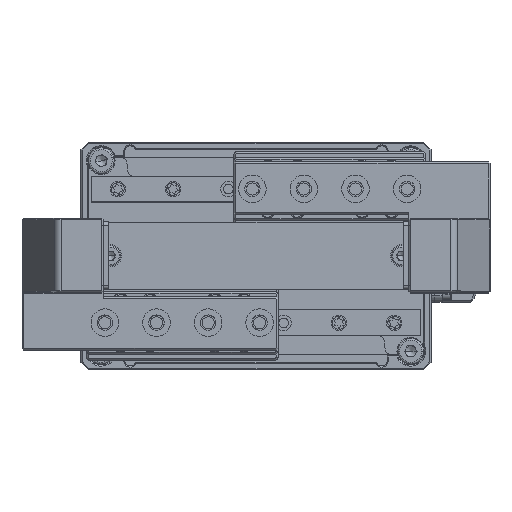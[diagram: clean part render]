
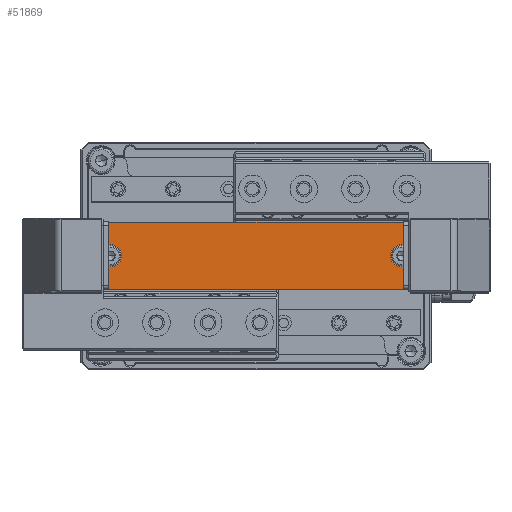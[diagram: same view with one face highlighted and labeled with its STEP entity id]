
A CAD part, top view. The second image highlights one B-rep face of the part: STEP entity #51869.
In plain terms, the highlighted planar face has unit normal (0, 0, 1).
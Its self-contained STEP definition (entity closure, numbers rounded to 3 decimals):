
#710 = EDGE_CURVE ( 'NONE', #67615, #48003, #109780, .T. ) ;
#1156 = VERTEX_POINT ( 'NONE', #107531 ) ;
#4246 = DIRECTION ( 'NONE',  ( -1., 0., 0. ) ) ;
#7856 = CARTESIAN_POINT ( 'NONE',  ( 6.779, 20.181, 45.55 ) ) ;
#7924 = VERTEX_POINT ( 'NONE', #100339 ) ;
#8715 = EDGE_LOOP ( 'NONE', ( #81699, #106298 ) ) ;
#14360 = DIRECTION ( 'NONE',  ( 1., 0., 0. ) ) ;
#15638 = VERTEX_POINT ( 'NONE', #69901 ) ;
#18788 = VERTEX_POINT ( 'NONE', #69507 ) ;
#24464 = AXIS2_PLACEMENT_3D ( 'NONE', #76598, #52230, #85847 ) ;
#25559 = ORIENTED_EDGE ( 'NONE', *, *, #37808, .T. ) ;
#28860 = VECTOR ( 'NONE', #50161, 1000. ) ;
#29893 = DIRECTION ( 'NONE',  ( 0., 0., 1. ) ) ;
#30040 = VERTEX_POINT ( 'NONE', #89085 ) ;
#30457 = DIRECTION ( 'NONE',  ( 1., 0., 0. ) ) ;
#31097 = ORIENTED_EDGE ( 'NONE', *, *, #52278, .T. ) ;
#33386 = LINE ( 'NONE', #7856, #28860 ) ;
#34449 = ORIENTED_EDGE ( 'NONE', *, *, #37753, .T. ) ;
#34500 = VECTOR ( 'NONE', #72706, 1000. ) ;
#36498 = CARTESIAN_POINT ( 'NONE',  ( -39.721, 11.081, 45.55 ) ) ;
#37753 = EDGE_CURVE ( 'NONE', #15638, #7924, #33386, .T. ) ;
#37808 = EDGE_CURVE ( 'NONE', #109885, #1156, #80849, .T. ) ;
#38603 = CARTESIAN_POINT ( 'NONE',  ( -79.221, 11.081, 45.55 ) ) ;
#38769 = CARTESIAN_POINT ( 'NONE',  ( 7.779, 1.981, 45.55 ) ) ;
#46023 = AXIS2_PLACEMENT_3D ( 'NONE', #36498, #73522, #72386 ) ;
#47158 = CARTESIAN_POINT ( 'NONE',  ( 7.779, 20.181, 45.55 ) ) ;
#48003 = VERTEX_POINT ( 'NONE', #60748 ) ;
#50161 = DIRECTION ( 'NONE',  ( 0., 1., 0. ) ) ;
#51869 = ADVANCED_FACE ( 'NONE', ( #54990, #89171, #55563 ), #108234, .T. ) ;
#52230 = DIRECTION ( 'NONE',  ( 0., 0., 1. ) ) ;
#52278 = EDGE_CURVE ( 'NONE', #7924, #109885, #83629, .T. ) ;
#53749 = EDGE_CURVE ( 'NONE', #18788, #30040, #68496, .T. ) ;
#54990 = FACE_BOUND ( 'NONE', #8715, .T. ) ;
#55006 = EDGE_LOOP ( 'NONE', ( #108496, #99499 ) ) ;
#55563 = FACE_OUTER_BOUND ( 'NONE', #84226, .T. ) ;
#58970 = CARTESIAN_POINT ( 'NONE',  ( -79.221, 11.081, 45.55 ) ) ;
#60748 = CARTESIAN_POINT ( 'NONE',  ( 2.779, 11.081, 45.55 ) ) ;
#61731 = CARTESIAN_POINT ( 'NONE',  ( -86.221, 1.981, 45.55 ) ) ;
#62655 = ORIENTED_EDGE ( 'NONE', *, *, #86190, .T. ) ;
#67615 = VERTEX_POINT ( 'NONE', #109305 ) ;
#68496 = CIRCLE ( 'NONE', #101820, 3. ) ;
#69507 = CARTESIAN_POINT ( 'NONE',  ( -82.221, 11.081, 45.55 ) ) ;
#69901 = CARTESIAN_POINT ( 'NONE',  ( 6.779, 1.981, 45.55 ) ) ;
#72386 = DIRECTION ( 'NONE',  ( 1., 0., 0. ) ) ;
#72706 = DIRECTION ( 'NONE',  ( 0., -1., 0. ) ) ;
#73522 = DIRECTION ( 'NONE',  ( 0., 0., 1. ) ) ;
#76598 = CARTESIAN_POINT ( 'NONE',  ( -0.221, 11.081, 45.55 ) ) ;
#77445 = VECTOR ( 'NONE', #4246, 1000. ) ;
#80435 = EDGE_CURVE ( 'NONE', #48003, #67615, #96680, .T. ) ;
#80849 = LINE ( 'NONE', #61731, #34500 ) ;
#81699 = ORIENTED_EDGE ( 'NONE', *, *, #80435, .F. ) ;
#83629 = LINE ( 'NONE', #47158, #77445 ) ;
#84226 = EDGE_LOOP ( 'NONE', ( #31097, #25559, #62655, #34449 ) ) ;
#84460 = DIRECTION ( 'NONE',  ( -1., 0., 0. ) ) ;
#84883 = EDGE_CURVE ( 'NONE', #30040, #18788, #99701, .T. ) ;
#85847 = DIRECTION ( 'NONE',  ( -1., 0., 0. ) ) ;
#86190 = EDGE_CURVE ( 'NONE', #1156, #15638, #100127, .T. ) ;
#89085 = CARTESIAN_POINT ( 'NONE',  ( -76.221, 11.081, 45.55 ) ) ;
#89171 = FACE_BOUND ( 'NONE', #55006, .T. ) ;
#93705 = DIRECTION ( 'NONE',  ( 0., 0., 1. ) ) ;
#94134 = AXIS2_PLACEMENT_3D ( 'NONE', #38603, #29893, #30457 ) ;
#96680 = CIRCLE ( 'NONE', #24464, 3. ) ;
#99499 = ORIENTED_EDGE ( 'NONE', *, *, #53749, .F. ) ;
#99701 = CIRCLE ( 'NONE', #94134, 3. ) ;
#100127 = LINE ( 'NONE', #38769, #112906 ) ;
#100339 = CARTESIAN_POINT ( 'NONE',  ( 6.779, 20.181, 45.55 ) ) ;
#101278 = DIRECTION ( 'NONE',  ( 1., 0., 0. ) ) ;
#101820 = AXIS2_PLACEMENT_3D ( 'NONE', #58970, #93705, #14360 ) ;
#106105 = CARTESIAN_POINT ( 'NONE',  ( -86.221, 20.181, 45.55 ) ) ;
#106298 = ORIENTED_EDGE ( 'NONE', *, *, #710, .F. ) ;
#107531 = CARTESIAN_POINT ( 'NONE',  ( -86.221, 1.981, 45.55 ) ) ;
#108234 = PLANE ( 'NONE',  #46023 ) ;
#108496 = ORIENTED_EDGE ( 'NONE', *, *, #84883, .F. ) ;
#109305 = CARTESIAN_POINT ( 'NONE',  ( -3.221, 11.081, 45.55 ) ) ;
#109780 = CIRCLE ( 'NONE', #113526, 3. ) ;
#109885 = VERTEX_POINT ( 'NONE', #106105 ) ;
#109937 = DIRECTION ( 'NONE',  ( 0., 0., 1. ) ) ;
#111651 = CARTESIAN_POINT ( 'NONE',  ( -0.221, 11.081, 45.55 ) ) ;
#112906 = VECTOR ( 'NONE', #101278, 1000. ) ;
#113526 = AXIS2_PLACEMENT_3D ( 'NONE', #111651, #109937, #84460 ) ;
